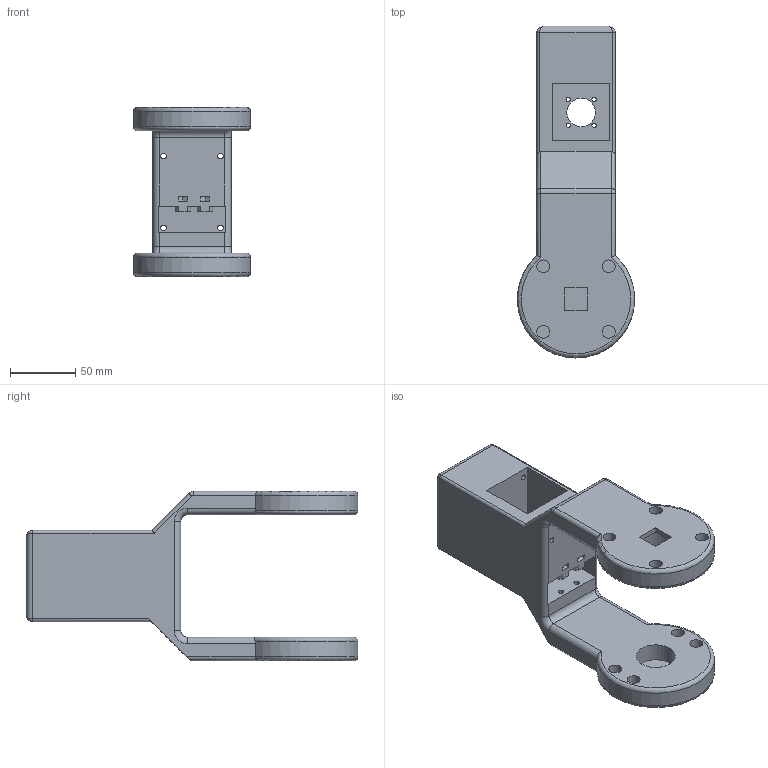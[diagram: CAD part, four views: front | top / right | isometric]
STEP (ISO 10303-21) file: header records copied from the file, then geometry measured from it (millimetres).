
FILE_DESCRIPTION(/* description */ ('STEP AP242','CAx-IF Rec.Pracs.---Representation and Presentation of Product Manufacturing Information (PMI)---4.0---2014-10-13','CAx-IF Rec.Pracs.---3D Tessellated Geometry---0.4---2014-09-14','2;1'),/* implementation_level */ '2;1');
FILE_NAME(/* name */ '6883cef8aacd4a3391b63d02',/* time_stamp */ '2025-07-25T18:37:44Z',/* author */ (''),/* organization */ (''),/* preprocessor_version */ 'ST-DEVELOPER v20',/* originating_system */ 'ONSHAPE BY PTC INC, 1.201',/* authorisation */ ' ');
FILE_SCHEMA (('AP242_MANAGED_MODEL_BASED_3D_ENGINEERING_MIM_LF { 1 0 10303 442 1 1 4 }'));
Length unit declared in the file: metre
Products named in the file (1): J1
Bounding box: 89.99 x 254.87 x 130 mm (x, y, z)
Volume: 647510.5 mm3; surface area: 112751.2 mm2
Topology: 1 solids, 1 shells, 114 faces, 306 edges, 195 vertices
Faces by surface type: cylinder 54, plane 46, torus 10, bspline 4
Full cylindrical faces by diameter (mm): 3.3 x4, 4 x6, 4.2 x5, 9.922 x4, 10 x4, 22 x1, 30 x2
Entity records: 3523 total; most frequent: CARTESIAN_POINT 696, DIRECTION 585, ORIENTED_EDGE 530, EDGE_CURVE 265, AXIS2_PLACEMENT_3D 223, EDGE_LOOP 193, FACE_BOUND 193, VERTEX_POINT 184
